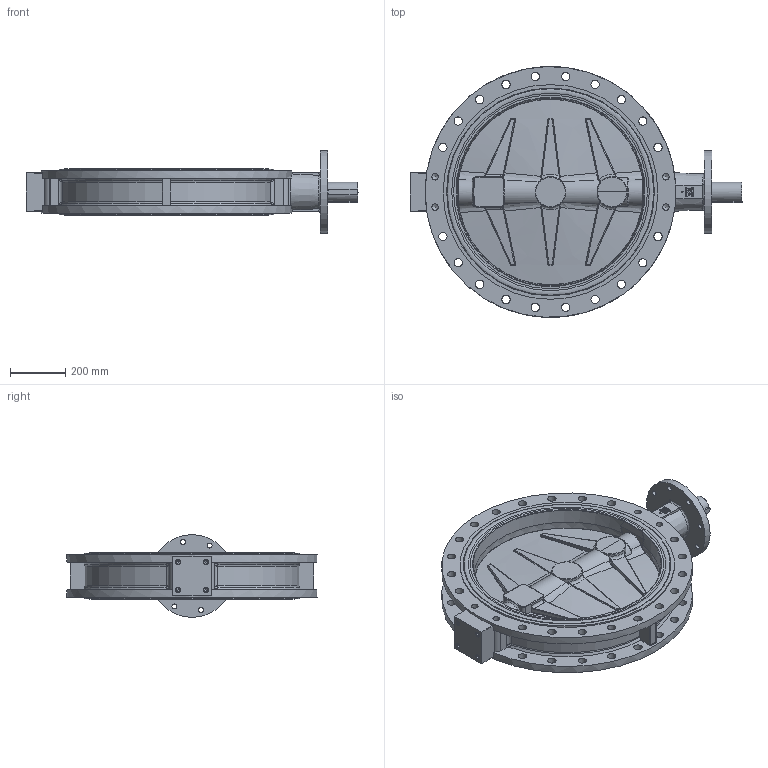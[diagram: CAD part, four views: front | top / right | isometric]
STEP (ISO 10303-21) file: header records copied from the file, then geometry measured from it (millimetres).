
FILE_DESCRIPTION((''),'2;1');
FILE_NAME('F012-K1 DN700.stp','2010-07-29T15:13:17',('Hellwig'),(''),'Autodesk Inventor 2010','Autodesk Inventor 2010','');
FILE_SCHEMA(('AUTOMOTIVE_DESIGN { 1 0 10303 214 1 1 1 1 }'));
Length unit declared in the file: millimetre
Products named in the file (1): M1238_Konturvereinfachung_1
Bounding box: 1198 x 905 x 298 mm (x, y, z)
Volume: 49557044 mm3; surface area: 3503064.8 mm2
Topology: 1 solids, 21 shells, 1524 faces, 3941 edges, 2485 vertices
Faces by surface type: bspline 581, plane 488, cylinder 291, cone 83, torus 57, sphere 24
Full cylindrical faces by diameter (mm): 8.5 x1, 12 x4, 18 x4, 23.752 x4, 30 x20, 46 x1, 56 x3, 56.1 x1, 65 x2, 65.1 x1, 70 x7, 70.2 x3, 70.5 x6, 76 x3, 77.2 x1, 78.4 x2, 80 x1, 81.8 x2, 85 x6, 85.12 x1, 90 x1, 95 x2, 95.7 x2, 106 x1, 110 x1, 116 x1, 118 x1, 200 x1, 298 x1, 703 x2
Entity records: 59077 total; most frequent: CARTESIAN_POINT 25737, ORIENTED_EDGE 7166, DIRECTION 5155, EDGE_CURVE 3583, VERTEX_POINT 2380, EDGE_LOOP 1967, AXIS2_PLACEMENT_3D 1939, FACE_OUTER_BOUND 1524
